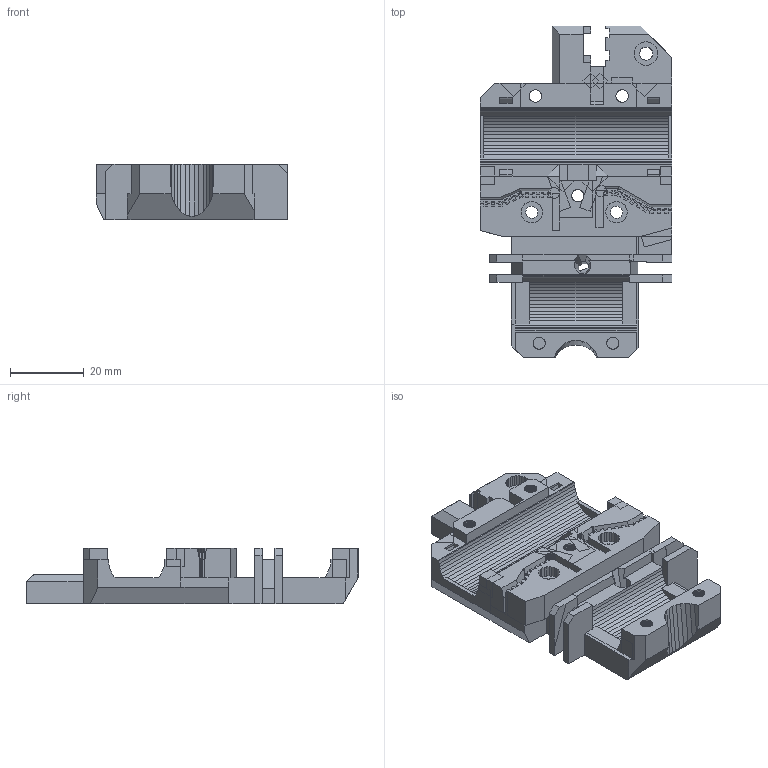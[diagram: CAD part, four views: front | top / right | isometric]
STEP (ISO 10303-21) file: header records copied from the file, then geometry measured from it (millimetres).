
FILE_DESCRIPTION(('FreeCAD Model'),'2;1');
FILE_NAME('x-carriage_R3.step','2018-10-02T08:35:32',('Author'),(''), 'Open CASCADE STEP processor 6.8','FreeCAD','Unknown');
FILE_SCHEMA(('AUTOMOTIVE_DESIGN { 1 0 10303 214 1 1 1 1 }'));
Products named in the file (1): difference015
Bounding box: 52 x 90 x 15 mm (x, y, z)
Volume: 34200 mm3; surface area: 17227.1 mm2
Topology: 2 solids, 4 shells, 1781 faces, 5089 edges, 3309 vertices
Faces by surface type: plane 1698, bspline 83
Entity records: 70236 total; most frequent: CARTESIAN_POINT 24548, ORIENTED_EDGE 10178, DIRECTION 8258, EDGE_CURVE 5089, LINE 4860, VECTOR 4860, VERTEX_POINT 3309, FACE_BOUND 1802
